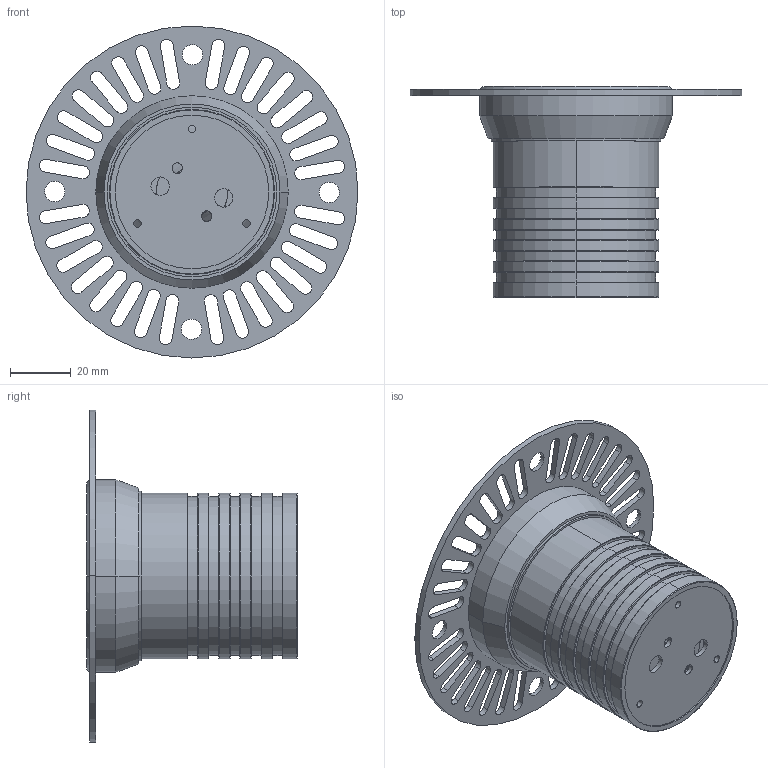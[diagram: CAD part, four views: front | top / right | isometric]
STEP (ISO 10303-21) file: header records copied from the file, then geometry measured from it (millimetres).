
FILE_DESCRIPTION (( 'STEP AP214' ), '1' );
FILE_NAME ('Ñáîðêà ïîòîëî÷íîãî GU-10 âïðåññîâêà_Ñ êîëüöîì ïîä øàêëåâêó.STEP', '2022-03-16T16:47:23', ( '' ), ( '' ), 'SwSTEP 2.0', 'SolidWorks 2018', '' );
FILE_SCHEMA (( 'AUTOMOTIVE_DESIGN' ));
Length unit declared in the file: millimetre
Products named in the file (1): Ñáîðêà ïîòîëî÷íîãî GU-10 âïðåññîâêà_Ñ êîëüöîì ïîä øàêëåâêó
Bounding box: 109.5 x 69.58 x 109.5 mm (x, y, z)
Volume: 117173.7 mm3; surface area: 73611.5 mm2
Topology: 9 solids, 10 shells, 582 faces, 1480 edges, 938 vertices
Faces by surface type: cylinder 290, plane 141, torus 65, cone 60, bspline 26
Entity records: 20843 total; most frequent: CARTESIAN_POINT 3999, DIRECTION 3326, ORIENTED_EDGE 2948, EDGE_CURVE 1474, AXIS2_PLACEMENT_3D 1365, VERTEX_POINT 938, CIRCLE 808, EDGE_LOOP 714
